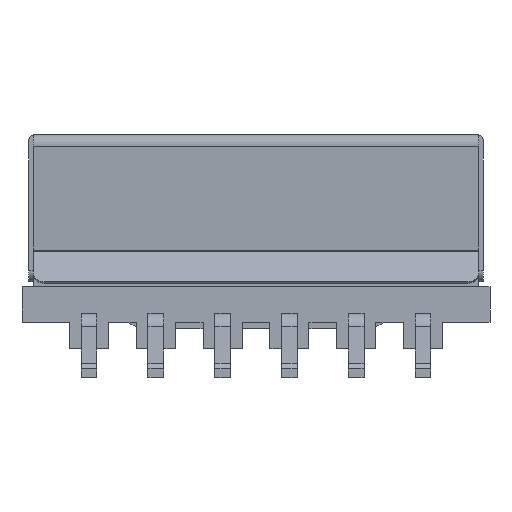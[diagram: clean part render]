
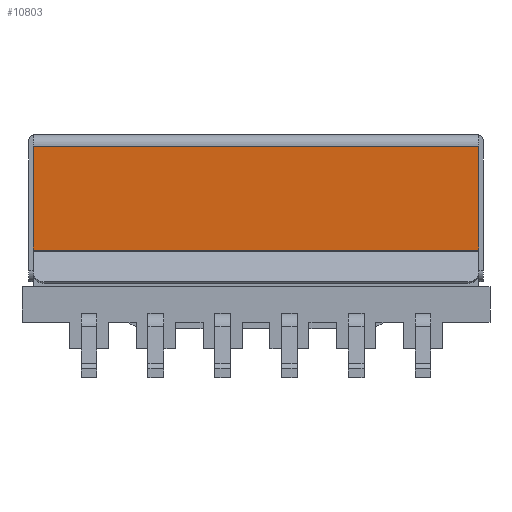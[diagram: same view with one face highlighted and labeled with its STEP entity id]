
A CAD part, left-side view. The second image highlights one B-rep face of the part: STEP entity #10803.
In plain terms, the highlighted face is planar.
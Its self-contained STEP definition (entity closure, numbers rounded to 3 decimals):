
#404=LINE('',#14611,#1273);
#455=LINE('',#15317,#1324);
#470=LINE('',#15376,#1339);
#471=LINE('',#15378,#1340);
#1273=VECTOR('',#11937,1000.);
#1324=VECTOR('',#12096,1000.);
#1339=VECTOR('',#12141,1000.);
#1340=VECTOR('',#12144,1000.);
#2455=ORIENTED_EDGE('',*,*,#4627,.T.);
#2456=ORIENTED_EDGE('',*,*,#4789,.F.);
#2457=ORIENTED_EDGE('',*,*,#4766,.F.);
#2458=ORIENTED_EDGE('',*,*,#4790,.T.);
#4627=EDGE_CURVE('',#5833,#5832,#404,.T.);
#4766=EDGE_CURVE('',#5945,#5946,#455,.T.);
#4789=EDGE_CURVE('',#5946,#5832,#470,.T.);
#4790=EDGE_CURVE('',#5945,#5833,#471,.T.);
#5832=VERTEX_POINT('',#14610);
#5833=VERTEX_POINT('',#14612);
#5945=VERTEX_POINT('',#15316);
#5946=VERTEX_POINT('',#15318);
#6765=EDGE_LOOP('',(#2455,#2456,#2457,#2458));
#7240=FACE_BOUND('',#6765,.T.);
#7680=PLANE('',#11295);
#10803=ADVANCED_FACE('',(#7240),#7680,.F.);
#11295=AXIS2_PLACEMENT_3D('',#15377,#12142,#12143);
#11937=DIRECTION('',(0.,-0.064,0.998));
#12096=DIRECTION('',(0.,-0.064,0.998));
#12141=DIRECTION('',(1.,0.,0.));
#12142=DIRECTION('',(0.,0.998,0.064));
#12143=DIRECTION('',(0.,-0.064,0.998));
#12144=DIRECTION('',(1.,0.,0.));
#14610=CARTESIAN_POINT('',(10.,-10.499,4.348));
#14611=CARTESIAN_POINT('',(10.,-10.499,4.348));
#14612=CARTESIAN_POINT('',(10.,-10.2,-0.317));
#15316=CARTESIAN_POINT('',(-10.,-10.2,-0.317));
#15317=CARTESIAN_POINT('',(-10.,-10.499,4.348));
#15318=CARTESIAN_POINT('',(-10.,-10.499,4.348));
#15376=CARTESIAN_POINT('',(-10.,-10.499,4.348));
#15377=CARTESIAN_POINT('',(-10.,-10.499,4.348));
#15378=CARTESIAN_POINT('',(-10.,-10.2,-0.317));
